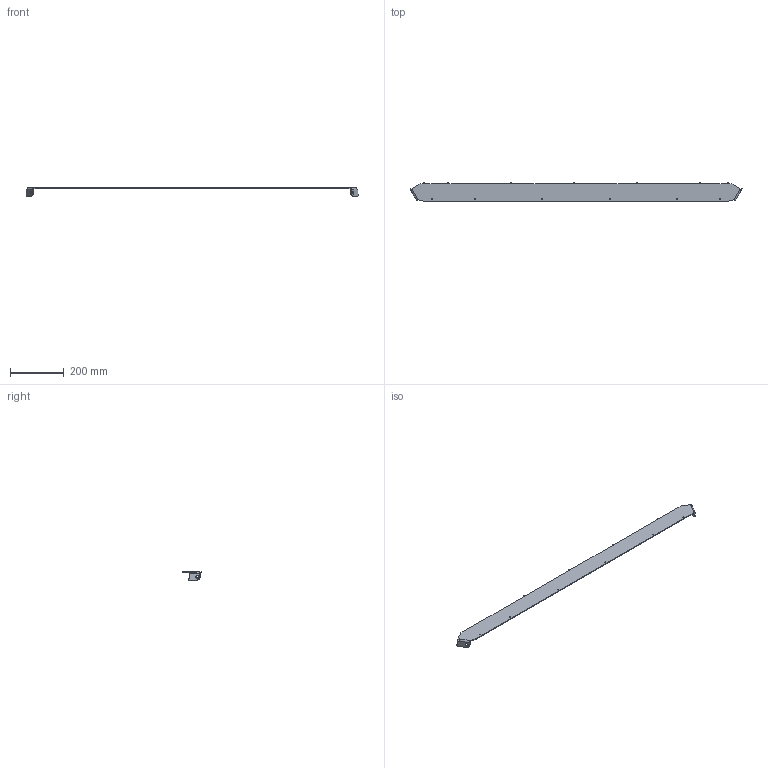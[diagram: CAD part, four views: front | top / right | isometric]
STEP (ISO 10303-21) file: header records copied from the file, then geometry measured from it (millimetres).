
FILE_DESCRIPTION (( 'STEP AP203' ), '1' );
FILE_NAME ('CV02-T-03_REV_.step', '2025-08-17T03:57:04', ( '' ), ( '' ), 'SwSTEP 2.0', 'SolidWorks 2024', '' );
FILE_SCHEMA (( 'CONFIG_CONTROL_DESIGN' ));
Length unit declared in the file: millimetre
Products named in the file (1): CV02-T-03_REV_
Bounding box: 1234.8 x 68 x 30 mm (x, y, z)
Volume: 240475.4 mm3; surface area: 168820.4 mm2
Topology: 1 solids, 1 shells, 114 faces, 320 edges, 208 vertices
Faces by surface type: plane 72, cylinder 42
Entity records: 3769 total; most frequent: CARTESIAN_POINT 643, ORIENTED_EDGE 640, DIRECTION 634, EDGE_CURVE 320, VECTOR 236, LINE 236, VERTEX_POINT 208, AXIS2_PLACEMENT_3D 199
